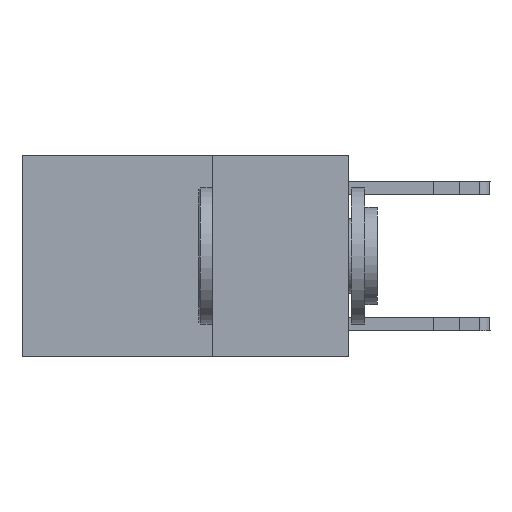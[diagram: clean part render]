
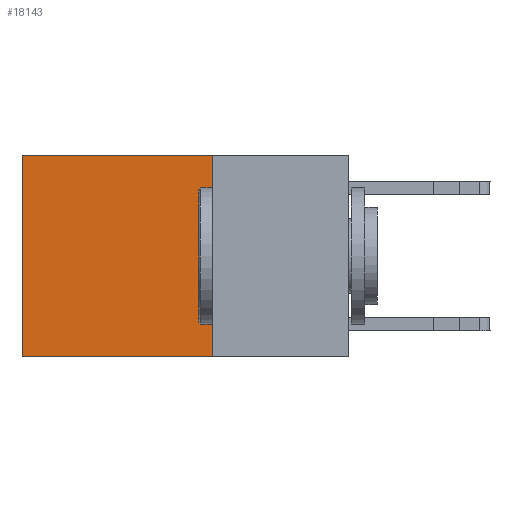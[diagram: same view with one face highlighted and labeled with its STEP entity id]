
A CAD part, left-side view. The second image highlights one B-rep face of the part: STEP entity #18143.
In plain terms, the highlighted planar face has unit normal (-1, 0, 0).
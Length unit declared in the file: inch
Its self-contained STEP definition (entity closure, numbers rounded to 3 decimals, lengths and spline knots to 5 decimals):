
#1403 = ORIENTED_EDGE ( 'NONE', *, *, #27320, .T. ) ;
#1977 = AXIS2_PLACEMENT_3D ( 'NONE', #19563, #11049, #19422 ) ;
#2767 = LINE ( 'NONE', #24780, #22229 ) ;
#4038 = DIRECTION ( 'NONE',  ( 0., 1., 0. ) ) ;
#4387 = ORIENTED_EDGE ( 'NONE', *, *, #8113, .T. ) ;
#5736 = CARTESIAN_POINT ( 'NONE',  ( 0.2625, 0.6, 0. ) ) ;
#6046 = CARTESIAN_POINT ( 'NONE',  ( 0.2625, 0.25, -0.37 ) ) ;
#6072 = DIRECTION ( 'NONE',  ( 0., 1., 0. ) ) ;
#6201 = LINE ( 'NONE', #12688, #13315 ) ;
#7908 = VECTOR ( 'NONE', #4038, 39.37008 ) ;
#8113 = EDGE_CURVE ( 'NONE', #18036, #13581, #9644, .T. ) ;
#8325 = FACE_OUTER_BOUND ( 'NONE', #25989, .T. ) ;
#9644 = LINE ( 'NONE', #5736, #20383 ) ;
#11049 = DIRECTION ( 'NONE',  ( 1., 0., 0. ) ) ;
#11664 = DIRECTION ( 'NONE',  ( 0., 0., -1. ) ) ;
#11689 = EDGE_CURVE ( 'NONE', #16847, #13581, #17000, .T. ) ;
#12093 = CARTESIAN_POINT ( 'NONE',  ( 0.2625, 0.6, 0. ) ) ;
#12688 = CARTESIAN_POINT ( 'NONE',  ( 0.2625, 0.25, 0. ) ) ;
#12794 = ORIENTED_EDGE ( 'NONE', *, *, #11689, .F. ) ;
#13315 = VECTOR ( 'NONE', #6072, 39.37008 ) ;
#13581 = VERTEX_POINT ( 'NONE', #21151 ) ;
#13821 = VERTEX_POINT ( 'NONE', #14059 ) ;
#14059 = CARTESIAN_POINT ( 'NONE',  ( 0.2625, 0.25, 0. ) ) ;
#15132 = PLANE ( 'NONE',  #1977 ) ;
#15356 = CARTESIAN_POINT ( 'NONE',  ( 0.2625, 0.25, -0.37 ) ) ;
#16400 = EDGE_CURVE ( 'NONE', #13821, #16847, #2767, .T. ) ;
#16847 = VERTEX_POINT ( 'NONE', #15356 ) ;
#17000 = LINE ( 'NONE', #6046, #7908 ) ;
#18036 = VERTEX_POINT ( 'NONE', #12093 ) ;
#18143 = ADVANCED_FACE ( 'NONE', ( #8325 ), #15132, .F. ) ;
#18792 = ORIENTED_EDGE ( 'NONE', *, *, #16400, .F. ) ;
#19422 = DIRECTION ( 'NONE',  ( 0., 0., -1. ) ) ;
#19563 = CARTESIAN_POINT ( 'NONE',  ( 0.2625, 0.25, 0. ) ) ;
#20383 = VECTOR ( 'NONE', #20995, 39.37008 ) ;
#20995 = DIRECTION ( 'NONE',  ( 0., 0., -1. ) ) ;
#21151 = CARTESIAN_POINT ( 'NONE',  ( 0.2625, 0.6, -0.37 ) ) ;
#22229 = VECTOR ( 'NONE', #11664, 39.37008 ) ;
#24780 = CARTESIAN_POINT ( 'NONE',  ( 0.2625, 0.25, 0. ) ) ;
#25989 = EDGE_LOOP ( 'NONE', ( #4387, #12794, #18792, #1403 ) ) ;
#27320 = EDGE_CURVE ( 'NONE', #13821, #18036, #6201, .T. ) ;
